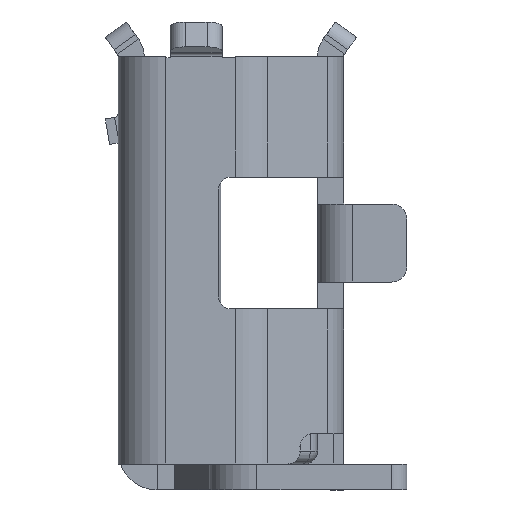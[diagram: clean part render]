
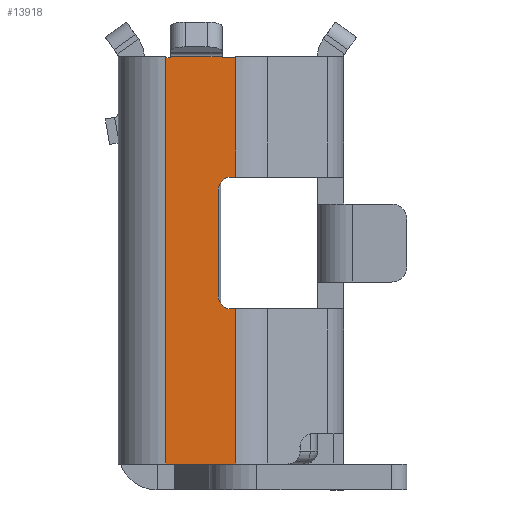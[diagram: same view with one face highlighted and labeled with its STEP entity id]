
A CAD part, left-side view. The second image highlights one B-rep face of the part: STEP entity #13918.
In plain terms, the highlighted planar face has unit normal (-1, 0, 0).
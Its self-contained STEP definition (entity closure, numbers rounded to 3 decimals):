
#10 = LINE ( 'NONE', #4797, #9706 ) ;
#341 = CARTESIAN_POINT ( 'NONE',  ( -3.75, 1.295, 0.96 ) ) ;
#358 = VERTEX_POINT ( 'NONE', #3453 ) ;
#629 = VERTEX_POINT ( 'NONE', #10541 ) ;
#656 = VERTEX_POINT ( 'NONE', #12054 ) ;
#669 = ORIENTED_EDGE ( 'NONE', *, *, #2543, .T. ) ;
#680 = ORIENTED_EDGE ( 'NONE', *, *, #11019, .T. ) ;
#937 = CARTESIAN_POINT ( 'NONE',  ( -3.75, 0., 2.49 ) ) ;
#1029 = EDGE_CURVE ( 'NONE', #3460, #358, #7350, .T. ) ;
#1044 = ORIENTED_EDGE ( 'NONE', *, *, #11136, .T. ) ;
#1082 = DIRECTION ( 'NONE',  ( 0., 0., -1. ) ) ;
#1211 = LINE ( 'NONE', #1590, #6109 ) ;
#1491 = AXIS2_PLACEMENT_3D ( 'NONE', #9572, #6980, #6919 ) ;
#1525 = ORIENTED_EDGE ( 'NONE', *, *, #14395, .T. ) ;
#1590 = CARTESIAN_POINT ( 'NONE',  ( -3.75, 0., -2.2 ) ) ;
#1701 = DIRECTION ( 'NONE',  ( 0., -1., 0. ) ) ;
#1770 = VECTOR ( 'NONE', #1082, 1000. ) ;
#1843 = VECTOR ( 'NONE', #5283, 1000. ) ;
#2036 = CARTESIAN_POINT ( 'NONE',  ( -3.75, 1.245, -2.2 ) ) ;
#2197 = CARTESIAN_POINT ( 'NONE',  ( -3.75, 1.245, 0. ) ) ;
#2321 = EDGE_CURVE ( 'NONE', #12937, #12440, #11676, .T. ) ;
#2543 = EDGE_CURVE ( 'NONE', #656, #5643, #16069, .T. ) ;
#2633 = LINE ( 'NONE', #8660, #13919 ) ;
#2637 = VECTOR ( 'NONE', #14076, 1000. ) ;
#2687 = DIRECTION ( 'NONE',  ( 0., 1., 0. ) ) ;
#3208 = CARTESIAN_POINT ( 'NONE',  ( -3.75, 1.4, 2.5 ) ) ;
#3235 = EDGE_CURVE ( 'NONE', #656, #6444, #13436, .T. ) ;
#3341 = LINE ( 'NONE', #937, #7080 ) ;
#3401 = CARTESIAN_POINT ( 'NONE',  ( -3.75, 1.245, 1.11 ) ) ;
#3453 = CARTESIAN_POINT ( 'NONE',  ( -3.75, 1.245, 2.49 ) ) ;
#3460 = VERTEX_POINT ( 'NONE', #3401 ) ;
#3660 = DIRECTION ( 'NONE',  ( 0., -1., 0. ) ) ;
#3872 = EDGE_CURVE ( 'NONE', #6224, #629, #3341, .T. ) ;
#4211 = DIRECTION ( 'NONE',  ( 1., 0., 0. ) ) ;
#4292 = VERTEX_POINT ( 'NONE', #15438 ) ;
#4521 = ORIENTED_EDGE ( 'NONE', *, *, #16092, .T. ) ;
#4541 = CARTESIAN_POINT ( 'NONE',  ( -3.75, 1.295, -0.26 ) ) ;
#4616 = DIRECTION ( 'NONE',  ( 0., 0., 1. ) ) ;
#4668 = CARTESIAN_POINT ( 'NONE',  ( -3.75, 1.445, -0.26 ) ) ;
#4738 = DIRECTION ( 'NONE',  ( 0., 0., 1. ) ) ;
#4797 = CARTESIAN_POINT ( 'NONE',  ( -3.75, 1.4, 0. ) ) ;
#4857 = CARTESIAN_POINT ( 'NONE',  ( -3.75, 1.245, -0.41 ) ) ;
#5048 = AXIS2_PLACEMENT_3D ( 'NONE', #4541, #14848, #12182 ) ;
#5283 = DIRECTION ( 'NONE',  ( 0., 0., 1. ) ) ;
#5643 = VERTEX_POINT ( 'NONE', #11522 ) ;
#5858 = AXIS2_PLACEMENT_3D ( 'NONE', #341, #4211, #7951 ) ;
#6037 = DIRECTION ( 'NONE',  ( 0., 0., -1. ) ) ;
#6109 = VECTOR ( 'NONE', #1701, 1000. ) ;
#6224 = VERTEX_POINT ( 'NONE', #15493 ) ;
#6444 = VERTEX_POINT ( 'NONE', #4668 ) ;
#6919 = DIRECTION ( 'NONE',  ( 0., 1., 0. ) ) ;
#6980 = DIRECTION ( 'NONE',  ( 1., 0., 0. ) ) ;
#7080 = VECTOR ( 'NONE', #13647, 1000. ) ;
#7155 = FACE_OUTER_BOUND ( 'NONE', #10209, .T. ) ;
#7350 = LINE ( 'NONE', #15016, #1843 ) ;
#7495 = ORIENTED_EDGE ( 'NONE', *, *, #3872, .F. ) ;
#7870 = VECTOR ( 'NONE', #10355, 1000. ) ;
#7951 = DIRECTION ( 'NONE',  ( 0., 1., 0. ) ) ;
#8163 = LINE ( 'NONE', #9558, #11942 ) ;
#8399 = CARTESIAN_POINT ( 'NONE',  ( -3.75, 1.295, -0.41 ) ) ;
#8660 = CARTESIAN_POINT ( 'NONE',  ( -3.75, 0., 1.11 ) ) ;
#8935 = CARTESIAN_POINT ( 'NONE',  ( -3.75, 0., -0.41 ) ) ;
#8940 = EDGE_CURVE ( 'NONE', #5643, #3460, #2633, .T. ) ;
#9016 = CARTESIAN_POINT ( 'NONE',  ( -3.75, 1.445, 0. ) ) ;
#9285 = EDGE_CURVE ( 'NONE', #12818, #15144, #10, .T. ) ;
#9558 = CARTESIAN_POINT ( 'NONE',  ( -3.75, 2.05, 2.5 ) ) ;
#9573 = DIRECTION ( 'NONE',  ( 0., 1., 0. ) ) ;
#9572 = CARTESIAN_POINT ( 'NONE',  ( -3.75, 0., 0. ) ) ;
#9706 = VECTOR ( 'NONE', #6037, 1000. ) ;
#10209 = EDGE_LOOP ( 'NONE', ( #4521, #14425, #15353, #669, #16154, #12011, #14904, #15560, #1044, #680, #7495, #15512, #1525, #10389 ) ) ;
#10355 = DIRECTION ( 'NONE',  ( 0., 0., -1. ) ) ;
#10389 = ORIENTED_EDGE ( 'NONE', *, *, #2321, .T. ) ;
#10541 = CARTESIAN_POINT ( 'NONE',  ( -3.75, 2., 2.49 ) ) ;
#10640 = VECTOR ( 'NONE', #9573, 1000. ) ;
#11019 = EDGE_CURVE ( 'NONE', #14690, #629, #14045, .T. ) ;
#11091 = CARTESIAN_POINT ( 'NONE',  ( -3.75, 2., 2.5 ) ) ;
#11099 = LINE ( 'NONE', #15526, #2637 ) ;
#11136 = EDGE_CURVE ( 'NONE', #12818, #14690, #12251, .T. ) ;
#11522 = CARTESIAN_POINT ( 'NONE',  ( -3.75, 1.295, 1.11 ) ) ;
#11676 = LINE ( 'NONE', #2197, #14080 ) ;
#11942 = VECTOR ( 'NONE', #4616, 1000. ) ;
#12001 = CARTESIAN_POINT ( 'NONE',  ( -3.75, 1.4, 2.49 ) ) ;
#12011 = ORIENTED_EDGE ( 'NONE', *, *, #1029, .T. ) ;
#12046 = LINE ( 'NONE', #8935, #15053 ) ;
#12054 = CARTESIAN_POINT ( 'NONE',  ( -3.75, 1.445, 0.96 ) ) ;
#12182 = DIRECTION ( 'NONE',  ( 0., 1., 0. ) ) ;
#12196 = EDGE_CURVE ( 'NONE', #13611, #6444, #13993, .T. ) ;
#12251 = LINE ( 'NONE', #13314, #10640 ) ;
#12440 = VERTEX_POINT ( 'NONE', #4857 ) ;
#12818 = VERTEX_POINT ( 'NONE', #3208 ) ;
#12937 = VERTEX_POINT ( 'NONE', #2036 ) ;
#13314 = CARTESIAN_POINT ( 'NONE',  ( -3.75, 0., 2.5 ) ) ;
#13398 = EDGE_CURVE ( 'NONE', #4292, #6224, #8163, .T. ) ;
#13436 = LINE ( 'NONE', #9016, #7870 ) ;
#13611 = VERTEX_POINT ( 'NONE', #8399 ) ;
#13647 = DIRECTION ( 'NONE',  ( 0., -1., 0. ) ) ;
#13795 = EDGE_CURVE ( 'NONE', #358, #15144, #11099, .T. ) ;
#13918 = ADVANCED_FACE ( 'NONE', ( #7155 ), #14660, .F. ) ;
#13919 = VECTOR ( 'NONE', #3660, 1000. ) ;
#13993 = CIRCLE ( 'NONE', #5048, 0.15 ) ;
#14045 = LINE ( 'NONE', #16256, #1770 ) ;
#14076 = DIRECTION ( 'NONE',  ( 0., 1., 0. ) ) ;
#14080 = VECTOR ( 'NONE', #4738, 1000. ) ;
#14395 = EDGE_CURVE ( 'NONE', #4292, #12937, #1211, .T. ) ;
#14425 = ORIENTED_EDGE ( 'NONE', *, *, #12196, .T. ) ;
#14660 = PLANE ( 'NONE',  #1491 ) ;
#14690 = VERTEX_POINT ( 'NONE', #11091 ) ;
#14848 = DIRECTION ( 'NONE',  ( 1., 0., 0. ) ) ;
#14904 = ORIENTED_EDGE ( 'NONE', *, *, #13795, .T. ) ;
#15016 = CARTESIAN_POINT ( 'NONE',  ( -3.75, 1.245, 0. ) ) ;
#15053 = VECTOR ( 'NONE', #2687, 1000. ) ;
#15144 = VERTEX_POINT ( 'NONE', #12001 ) ;
#15353 = ORIENTED_EDGE ( 'NONE', *, *, #3235, .F. ) ;
#15438 = CARTESIAN_POINT ( 'NONE',  ( -3.75, 2.05, -2.2 ) ) ;
#15493 = CARTESIAN_POINT ( 'NONE',  ( -3.75, 2.05, 2.49 ) ) ;
#15512 = ORIENTED_EDGE ( 'NONE', *, *, #13398, .F. ) ;
#15526 = CARTESIAN_POINT ( 'NONE',  ( -3.75, 0., 2.49 ) ) ;
#15560 = ORIENTED_EDGE ( 'NONE', *, *, #9285, .F. ) ;
#16069 = CIRCLE ( 'NONE', #5858, 0.15 ) ;
#16092 = EDGE_CURVE ( 'NONE', #12440, #13611, #12046, .T. ) ;
#16154 = ORIENTED_EDGE ( 'NONE', *, *, #8940, .T. ) ;
#16256 = CARTESIAN_POINT ( 'NONE',  ( -3.75, 2., 0. ) ) ;
